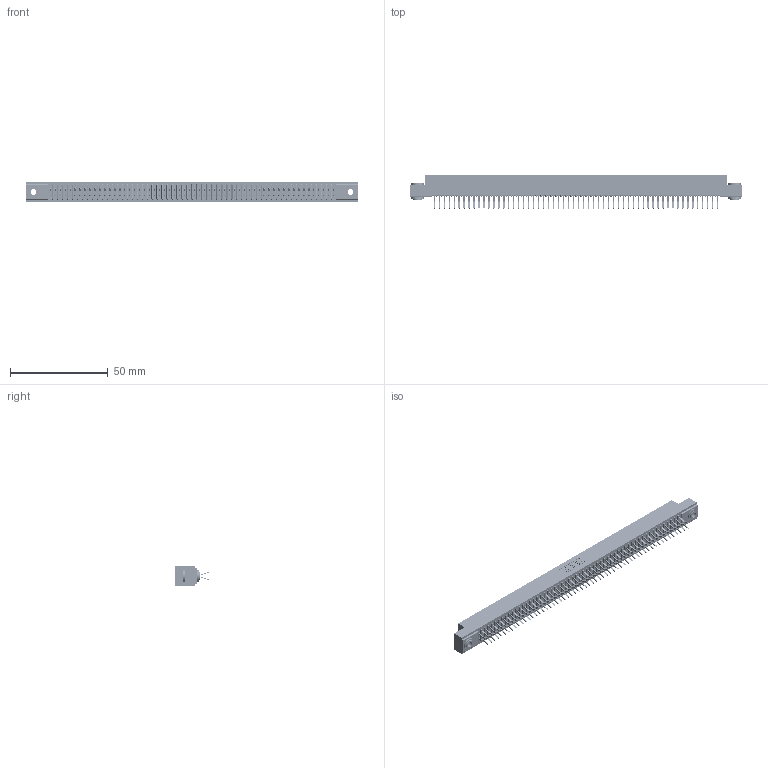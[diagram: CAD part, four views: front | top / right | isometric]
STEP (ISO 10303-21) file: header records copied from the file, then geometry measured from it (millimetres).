
FILE_DESCRIPTION (( 'STEP AP203' ), '1' );
FILE_NAME ('391-116-556-203.STEP', '2018-08-09T23:22:45', ( '' ), ( '' ), 'SwSTEP 2.0', 'SolidWorks 2016', '' );
FILE_SCHEMA (( 'CONFIG_CONTROL_DESIGN' ));
Length unit declared in the file: inch
Products named in the file (4): 341-292-001_341-292-156; 345-250-002_345-250-002-102; 391-116-556-203; 341 Part_.156 (3.96) Dia Mounting Holes
Assembly tree (119 placements, depth 2):
  391-116-556-203
    341 Part_.156 (3.96) Dia Mounting Holes
    341-292-001_341-292-156  x116
    345-250-002_345-250-002-102  x2
Bounding box: 169.54 x 17.07 x 10.16 mm (x, y, z)
Volume: 12572.4 mm3; surface area: 23344.4 mm2
Topology: 119 solids, 119 shells, 8288 faces, 24034 edges, 15590 vertices
Faces by surface type: plane 4732, cylinder 3316, sphere 118, torus 114, cone 8
Entity records: 69266 total; most frequent: CARTESIAN_POINT 11495, ORIENTED_EDGE 11416, DIRECTION 11164, EDGE_CURVE 5708, VECTOR 4614, LINE 4614, VERTEX_POINT 3606, AXIS2_PLACEMENT_3D 3275
